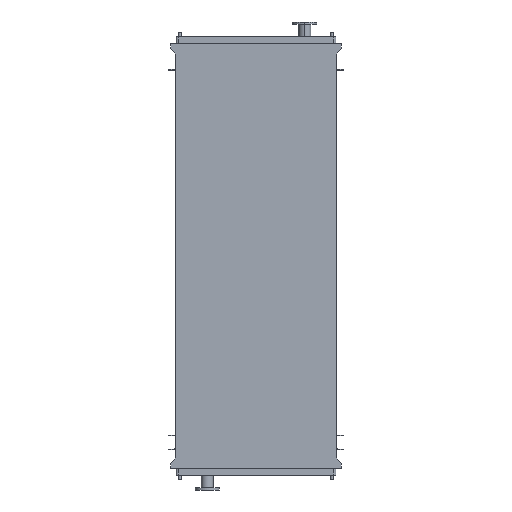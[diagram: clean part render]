
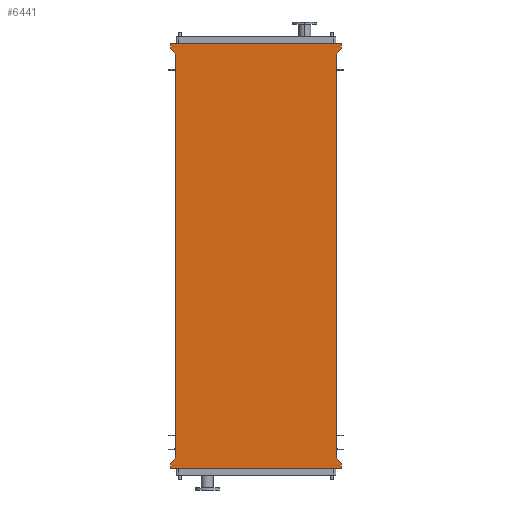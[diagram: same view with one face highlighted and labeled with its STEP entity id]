
A CAD part, front view. The second image highlights one B-rep face of the part: STEP entity #6441.
In plain terms, the highlighted planar face has unit normal (0, -1, 0).
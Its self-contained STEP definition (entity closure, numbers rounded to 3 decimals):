
#303 = CARTESIAN_POINT ( 'NONE',  ( 725., 0., 0. ) ) ;
#352 = VECTOR ( 'NONE', #6572, 1000. ) ;
#580 = VECTOR ( 'NONE', #8706, 1000. ) ;
#667 = VECTOR ( 'NONE', #5658, 1000. ) ;
#678 = CARTESIAN_POINT ( 'NONE',  ( 771., 0., 53. ) ) ;
#1084 = CARTESIAN_POINT ( 'NONE',  ( -771., 0., -3703. ) ) ;
#1166 = VECTOR ( 'NONE', #16086, 1000. ) ;
#1175 = VERTEX_POINT ( 'NONE', #6998 ) ;
#1295 = CARTESIAN_POINT ( 'NONE',  ( -771., 0., -3745. ) ) ;
#1739 = ORIENTED_EDGE ( 'NONE', *, *, #2366, .F. ) ;
#1816 = VECTOR ( 'NONE', #4446, 1000. ) ;
#1978 = EDGE_CURVE ( 'NONE', #5351, #1175, #3349, .T. ) ;
#2147 = CARTESIAN_POINT ( 'NONE',  ( 771., 0., -3703. ) ) ;
#2168 = ORIENTED_EDGE ( 'NONE', *, *, #8266, .F. ) ;
#2287 = CARTESIAN_POINT ( 'NONE',  ( -771., 0., 53. ) ) ;
#2338 = EDGE_CURVE ( 'NONE', #6126, #13995, #11321, .T. ) ;
#2366 = EDGE_CURVE ( 'NONE', #9863, #6126, #3478, .T. ) ;
#2580 = DIRECTION ( 'NONE',  ( 0., -1., 0. ) ) ;
#2688 = CARTESIAN_POINT ( 'NONE',  ( -771., 0., 95. ) ) ;
#3254 = VECTOR ( 'NONE', #16336, 1000. ) ;
#3325 = LINE ( 'NONE', #4656, #580 ) ;
#3349 = LINE ( 'NONE', #3763, #352 ) ;
#3478 = LINE ( 'NONE', #1084, #9932 ) ;
#3570 = PLANE ( 'NONE',  #4698 ) ;
#3696 = VERTEX_POINT ( 'NONE', #14551 ) ;
#3763 = CARTESIAN_POINT ( 'NONE',  ( 771., 0., -3745. ) ) ;
#3810 = VECTOR ( 'NONE', #16180, 1000. ) ;
#3971 = EDGE_CURVE ( 'NONE', #4313, #11095, #14408, .T. ) ;
#4050 = VECTOR ( 'NONE', #10220, 1000. ) ;
#4088 = CARTESIAN_POINT ( 'NONE',  ( -725., 0., 0. ) ) ;
#4313 = VERTEX_POINT ( 'NONE', #11208 ) ;
#4446 = DIRECTION ( 'NONE',  ( -1., 0., 0. ) ) ;
#4656 = CARTESIAN_POINT ( 'NONE',  ( 725., 0., -3650. ) ) ;
#4698 = AXIS2_PLACEMENT_3D ( 'NONE', #13262, #2580, #15901 ) ;
#5096 = DIRECTION ( 'NONE',  ( -0.655, 0., 0.755 ) ) ;
#5146 = EDGE_CURVE ( 'NONE', #13995, #6449, #12461, .T. ) ;
#5351 = VERTEX_POINT ( 'NONE', #2147 ) ;
#5353 = CARTESIAN_POINT ( 'NONE',  ( -771., 0., -3703. ) ) ;
#5658 = DIRECTION ( 'NONE',  ( 0., 0., -1. ) ) ;
#5766 = LINE ( 'NONE', #11145, #1816 ) ;
#6126 = VERTEX_POINT ( 'NONE', #5353 ) ;
#6390 = DIRECTION ( 'NONE',  ( 0., 0., 1. ) ) ;
#6441 = ADVANCED_FACE ( 'NONE', ( #15650 ), #3570, .T. ) ;
#6449 = VERTEX_POINT ( 'NONE', #4088 ) ;
#6572 = DIRECTION ( 'NONE',  ( 0., 0., -1. ) ) ;
#6704 = ORIENTED_EDGE ( 'NONE', *, *, #13032, .F. ) ;
#6998 = CARTESIAN_POINT ( 'NONE',  ( 771., 0., -3745. ) ) ;
#7576 = VERTEX_POINT ( 'NONE', #303 ) ;
#7666 = DIRECTION ( 'NONE',  ( 0., 0., 1. ) ) ;
#7698 = CARTESIAN_POINT ( 'NONE',  ( -725., 0., -3650. ) ) ;
#8266 = EDGE_CURVE ( 'NONE', #3696, #13467, #15441, .T. ) ;
#8272 = CARTESIAN_POINT ( 'NONE',  ( 725., 0., -3650. ) ) ;
#8611 = ORIENTED_EDGE ( 'NONE', *, *, #11220, .F. ) ;
#8616 = ORIENTED_EDGE ( 'NONE', *, *, #3971, .F. ) ;
#8706 = DIRECTION ( 'NONE',  ( 0., 0., 1. ) ) ;
#9110 = ORIENTED_EDGE ( 'NONE', *, *, #12894, .F. ) ;
#9183 = VERTEX_POINT ( 'NONE', #8272 ) ;
#9309 = LINE ( 'NONE', #13466, #1166 ) ;
#9380 = EDGE_CURVE ( 'NONE', #9183, #7576, #3325, .T. ) ;
#9482 = LINE ( 'NONE', #15836, #3810 ) ;
#9557 = ORIENTED_EDGE ( 'NONE', *, *, #14650, .F. ) ;
#9863 = VERTEX_POINT ( 'NONE', #1295 ) ;
#9932 = VECTOR ( 'NONE', #6390, 1000. ) ;
#10046 = ORIENTED_EDGE ( 'NONE', *, *, #1978, .F. ) ;
#10070 = ORIENTED_EDGE ( 'NONE', *, *, #5146, .F. ) ;
#10220 = DIRECTION ( 'NONE',  ( 0.655, 0., -0.755 ) ) ;
#10793 = EDGE_LOOP ( 'NONE', ( #15604, #9557, #8616, #8611, #2168, #6704, #10070, #10869, #1739, #12693, #10046, #9110 ) ) ;
#10869 = ORIENTED_EDGE ( 'NONE', *, *, #2338, .F. ) ;
#11092 = VECTOR ( 'NONE', #5096, 1000. ) ;
#11095 = VERTEX_POINT ( 'NONE', #678 ) ;
#11145 = CARTESIAN_POINT ( 'NONE',  ( -771., 0., -3745. ) ) ;
#11208 = CARTESIAN_POINT ( 'NONE',  ( 771., 0., 95. ) ) ;
#11220 = EDGE_CURVE ( 'NONE', #13467, #4313, #9309, .T. ) ;
#11237 = DIRECTION ( 'NONE',  ( 0.655, 0., 0.755 ) ) ;
#11321 = LINE ( 'NONE', #12748, #15282 ) ;
#11494 = VECTOR ( 'NONE', #7666, 1000. ) ;
#11723 = CARTESIAN_POINT ( 'NONE',  ( 771., 0., -3703. ) ) ;
#12060 = LINE ( 'NONE', #12232, #11092 ) ;
#12232 = CARTESIAN_POINT ( 'NONE',  ( -725., 0., 0. ) ) ;
#12461 = LINE ( 'NONE', #13969, #3254 ) ;
#12693 = ORIENTED_EDGE ( 'NONE', *, *, #13654, .F. ) ;
#12748 = CARTESIAN_POINT ( 'NONE',  ( -725., 0., -3650. ) ) ;
#12894 = EDGE_CURVE ( 'NONE', #9183, #5351, #14185, .T. ) ;
#13032 = EDGE_CURVE ( 'NONE', #6449, #3696, #12060, .T. ) ;
#13262 = CARTESIAN_POINT ( 'NONE',  ( -725., 0., -3650. ) ) ;
#13466 = CARTESIAN_POINT ( 'NONE',  ( -771., 0., 95. ) ) ;
#13467 = VERTEX_POINT ( 'NONE', #2688 ) ;
#13654 = EDGE_CURVE ( 'NONE', #1175, #9863, #5766, .T. ) ;
#13969 = CARTESIAN_POINT ( 'NONE',  ( -725., 0., -3650. ) ) ;
#13995 = VERTEX_POINT ( 'NONE', #7698 ) ;
#14185 = LINE ( 'NONE', #11723, #4050 ) ;
#14322 = CARTESIAN_POINT ( 'NONE',  ( 771., 0., 95. ) ) ;
#14408 = LINE ( 'NONE', #14322, #667 ) ;
#14551 = CARTESIAN_POINT ( 'NONE',  ( -771., 0., 53. ) ) ;
#14650 = EDGE_CURVE ( 'NONE', #11095, #7576, #9482, .T. ) ;
#15282 = VECTOR ( 'NONE', #11237, 1000. ) ;
#15441 = LINE ( 'NONE', #2287, #11494 ) ;
#15604 = ORIENTED_EDGE ( 'NONE', *, *, #9380, .T. ) ;
#15650 = FACE_OUTER_BOUND ( 'NONE', #10793, .T. ) ;
#15836 = CARTESIAN_POINT ( 'NONE',  ( 771., 0., 53. ) ) ;
#15901 = DIRECTION ( 'NONE',  ( 0., 0., -1. ) ) ;
#16086 = DIRECTION ( 'NONE',  ( 1., 0., 0. ) ) ;
#16180 = DIRECTION ( 'NONE',  ( -0.655, 0., -0.755 ) ) ;
#16336 = DIRECTION ( 'NONE',  ( 0., 0., 1. ) ) ;
